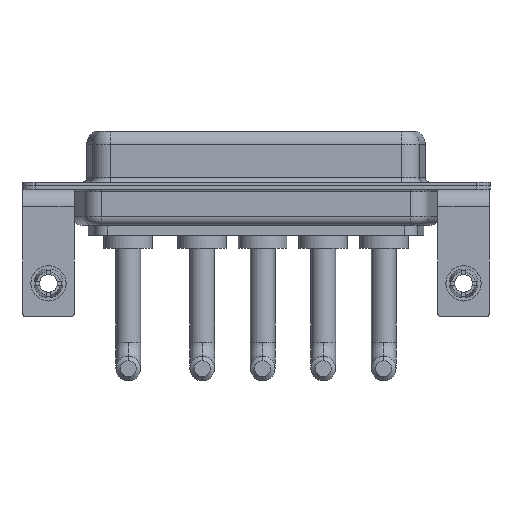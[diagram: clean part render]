
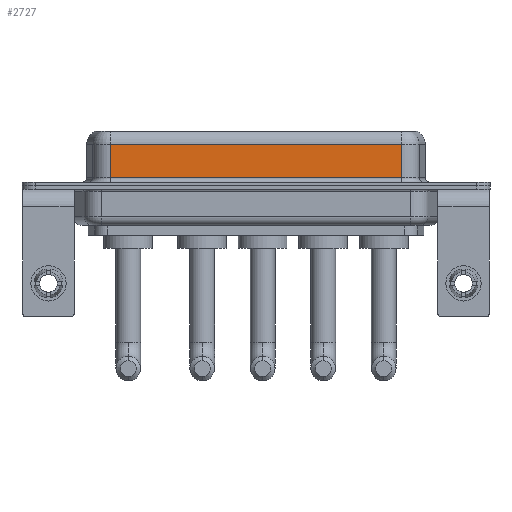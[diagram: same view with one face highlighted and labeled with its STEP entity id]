
A CAD part, front view. The second image highlights one B-rep face of the part: STEP entity #2727.
In plain terms, the highlighted planar face has unit normal (0, -1, 0).
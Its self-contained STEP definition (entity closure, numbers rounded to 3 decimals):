
#209 = VERTEX_POINT ( 'NONE', #5053 ) ;
#437 = LINE ( 'NONE', #14664, #5986 ) ;
#666 = CARTESIAN_POINT ( 'NONE',  ( 7.013, -3.95, 0.9 ) ) ;
#794 = VECTOR ( 'NONE', #2806, 1000. ) ;
#1268 = LINE ( 'NONE', #11985, #11538 ) ;
#2710 = EDGE_CURVE ( 'NONE', #2791, #15014, #437, .T. ) ;
#2727 = ADVANCED_FACE ( 'NONE', ( #2878 ), #12369, .F. ) ;
#2791 = VERTEX_POINT ( 'NONE', #5479 ) ;
#2806 = DIRECTION ( 'NONE',  ( 1., 0., 0. ) ) ;
#2878 = FACE_OUTER_BOUND ( 'NONE', #12674, .T. ) ;
#3374 = LINE ( 'NONE', #12492, #7992 ) ;
#3531 = CARTESIAN_POINT ( 'NONE',  ( 7.013, -3.95, 4.65 ) ) ;
#3848 = AXIS2_PLACEMENT_3D ( 'NONE', #10063, #7543, #11209 ) ;
#4025 = ORIENTED_EDGE ( 'NONE', *, *, #8222, .F. ) ;
#4118 = VERTEX_POINT ( 'NONE', #666 ) ;
#5053 = CARTESIAN_POINT ( 'NONE',  ( 40.037, -3.95, 0.9 ) ) ;
#5479 = CARTESIAN_POINT ( 'NONE',  ( 40.037, -3.95, 4.65 ) ) ;
#5931 = DIRECTION ( 'NONE',  ( 0., 0., -1. ) ) ;
#5986 = VECTOR ( 'NONE', #8847, 1000. ) ;
#6260 = CARTESIAN_POINT ( 'NONE',  ( 40.037, -3.95, 0.9 ) ) ;
#6667 = DIRECTION ( 'NONE',  ( 0., 0., -1. ) ) ;
#7543 = DIRECTION ( 'NONE',  ( 0., 1., 0. ) ) ;
#7940 = EDGE_CURVE ( 'NONE', #4118, #209, #12147, .T. ) ;
#7992 = VECTOR ( 'NONE', #6667, 1000. ) ;
#8222 = EDGE_CURVE ( 'NONE', #2791, #209, #1268, .T. ) ;
#8847 = DIRECTION ( 'NONE',  ( -1., 0., 0. ) ) ;
#10063 = CARTESIAN_POINT ( 'NONE',  ( 40.037, -3.95, 6.4 ) ) ;
#10337 = ORIENTED_EDGE ( 'NONE', *, *, #12630, .T. ) ;
#11209 = DIRECTION ( 'NONE',  ( 0., 0., 1. ) ) ;
#11538 = VECTOR ( 'NONE', #5931, 1000. ) ;
#11985 = CARTESIAN_POINT ( 'NONE',  ( 40.037, -3.95, 6.4 ) ) ;
#12147 = LINE ( 'NONE', #6260, #794 ) ;
#12369 = PLANE ( 'NONE',  #3848 ) ;
#12492 = CARTESIAN_POINT ( 'NONE',  ( 7.013, -3.95, 6.4 ) ) ;
#12630 = EDGE_CURVE ( 'NONE', #15014, #4118, #3374, .T. ) ;
#12674 = EDGE_LOOP ( 'NONE', ( #4025, #14894, #10337, #15115 ) ) ;
#14664 = CARTESIAN_POINT ( 'NONE',  ( 40.037, -3.95, 4.65 ) ) ;
#14894 = ORIENTED_EDGE ( 'NONE', *, *, #2710, .T. ) ;
#15014 = VERTEX_POINT ( 'NONE', #3531 ) ;
#15115 = ORIENTED_EDGE ( 'NONE', *, *, #7940, .T. ) ;
